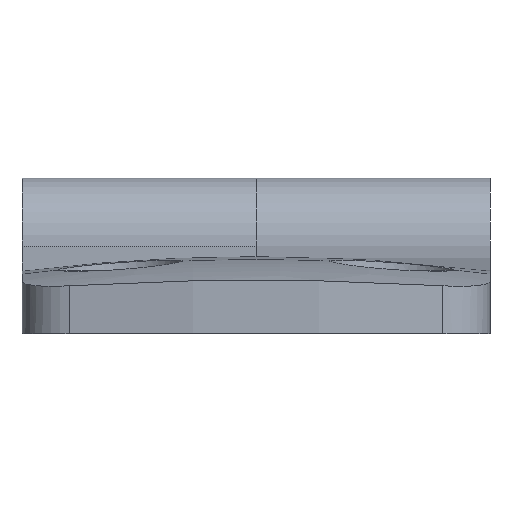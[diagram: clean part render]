
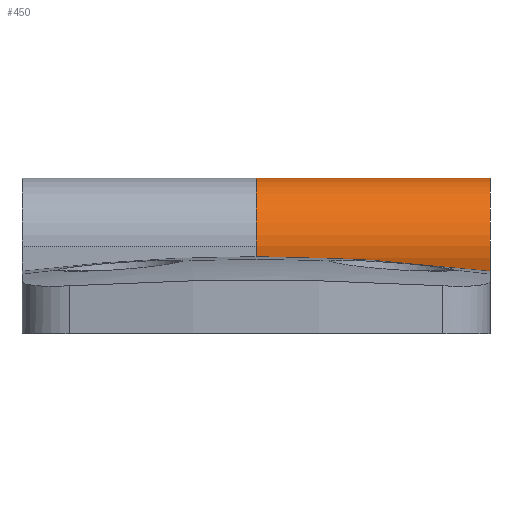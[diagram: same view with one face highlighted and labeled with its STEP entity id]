
A CAD part, left-side view. The second image highlights one B-rep face of the part: STEP entity #450.
In plain terms, the highlighted cylindrical face has radius 7 mm (diameter 14 mm), a partial arc.
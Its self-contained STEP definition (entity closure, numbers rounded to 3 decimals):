
#450=ADVANCED_FACE('',(#529),#530,.T.);
#529=FACE_OUTER_BOUND('',#642,.T.);
#530=CYLINDRICAL_SURFACE('',#643,7.0);
#642=EDGE_LOOP('',(#903,#904,#905,#906));
#643=AXIS2_PLACEMENT_3D('',#907,#908,#909);
#903=ORIENTED_EDGE('',*,*,#1014,.T.);
#904=ORIENTED_EDGE('',*,*,#1047,.F.);
#905=ORIENTED_EDGE('',*,*,#1046,.F.);
#906=ORIENTED_EDGE('',*,*,#1019,.T.);
#907=CARTESIAN_POINT('',(0.,0.,24.0));
#908=DIRECTION('',(0.0,0.0,-1.0));
#909=DIRECTION('',(-1.0,0.0,0.0));
#1014=EDGE_CURVE('',#1150,#1148,#1151,.T.);
#1019=EDGE_CURVE('',#1159,#1150,#1160,.T.);
#1046=EDGE_CURVE('',#1159,#1195,#1197,.T.);
#1047=EDGE_CURVE('',#1195,#1148,#1198,.T.);
#1148=VERTEX_POINT('',#1539);
#1150=VERTEX_POINT('',#1542);
#1151=CIRCLE('',#1543,7.0);
#1159=VERTEX_POINT('',#1553);
#1160=LINE('',#1554,#1555);
#1195=VERTEX_POINT('',#1639);
#1197=CIRCLE('',#1642,7.0);
#1198=LINE('',#1643,#1644);
#1539=CARTESIAN_POINT('',(-3.5,-6.062,0.0));
#1542=CARTESIAN_POINT('',(7.0,0.,0.0));
#1543=AXIS2_PLACEMENT_3D('',#1727,#1728,#1729);
#1553=CARTESIAN_POINT('',(7.0,0.,24.0));
#1554=CARTESIAN_POINT('',(7.0,0.,24.0));
#1555=VECTOR('',#1738,1.0);
#1639=CARTESIAN_POINT('',(-3.5,-6.062,24.0));
#1642=AXIS2_PLACEMENT_3D('',#1776,#1777,#1778);
#1643=CARTESIAN_POINT('',(-3.5,-6.062,24.0));
#1644=VECTOR('',#1779,1.0);
#1727=CARTESIAN_POINT('',(0.,0.,0.0));
#1728=DIRECTION('',(0.0,0.0,1.0));
#1729=DIRECTION('',(1.0,0.0,0.0));
#1738=DIRECTION('',(0.0,0.0,-1.0));
#1776=CARTESIAN_POINT('',(0.,0.,24.0));
#1777=DIRECTION('',(0.0,0.0,1.0));
#1778=DIRECTION('',(1.0,0.0,0.0));
#1779=DIRECTION('',(0.0,0.0,-1.0));
